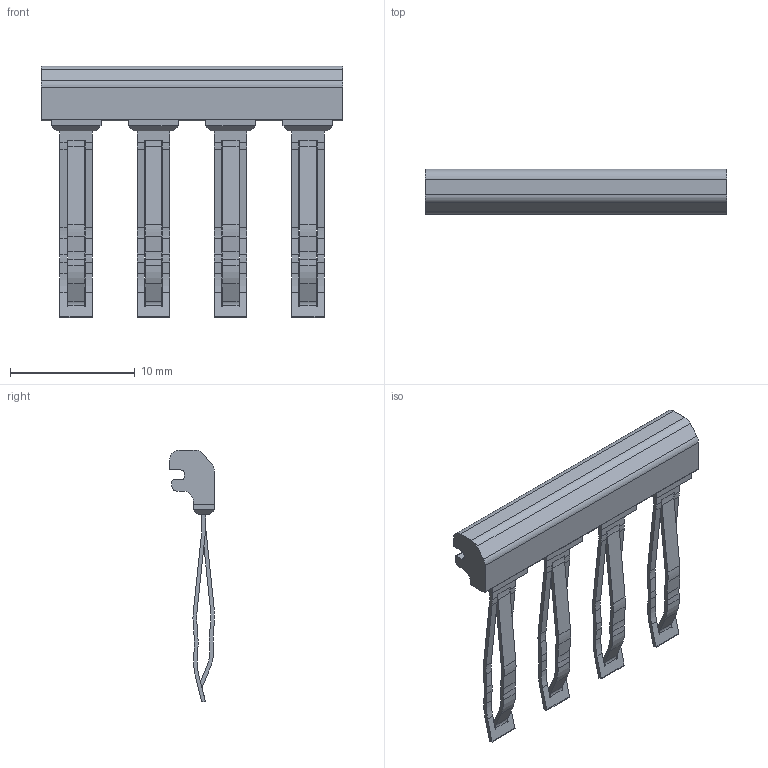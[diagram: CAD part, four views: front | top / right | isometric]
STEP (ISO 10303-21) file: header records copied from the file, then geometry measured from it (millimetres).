
FILE_DESCRIPTION(('STEP AP214'),'1');
FILE_NAME('cctmp_B83163C3-3574-4DFF-A4E9-8E646E1963AF_2024_10_31_16_11_25_0267..stp','2024-10-31T15:11:25',('SIEMENS A&D'),('CADClick - www.CADClick.com'),'Spatial InterOp 3D postprocessed',' ','unknown authorization');
FILE_SCHEMA(('AUTOMOTIVE_DESIGN'));
Length unit declared in the file: millimetre
Products named in the file (1): 2024_10_31_16_11_25_0255
Bounding box: 24.2 x 3.61 x 20.21 mm (x, y, z)
Volume: 348.6 mm3; surface area: 839.3 mm2
Topology: 1 solids, 1 shells, 324 faces, 970 edges, 636 vertices
Faces by surface type: plane 209, cylinder 115
Entity records: 11917 total; most frequent: ORIENTED_EDGE 1940, CARTESIAN_POINT 1931, DIRECTION 1866, EDGE_CURVE 970, LINE 724, VECTOR 724, VERTEX_POINT 636, AXIS2_PLACEMENT_3D 571
